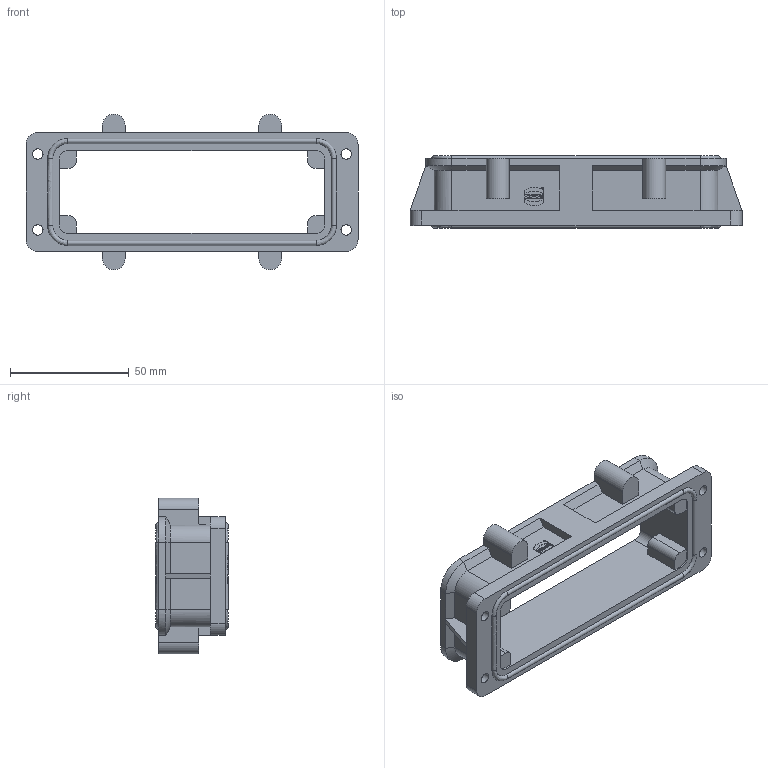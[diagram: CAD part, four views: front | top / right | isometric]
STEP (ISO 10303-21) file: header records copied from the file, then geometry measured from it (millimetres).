
FILE_DESCRIPTION(/* description */ (''),/* implementation_level */ '2;1');
FILE_NAME(/* name */ '100194962ugm000_b.stp',/* time_stamp */ '2017-11-03T16:43:07+01:00',/* author */ (''),/* organization */ (''),/* preprocessor_version */ 'ST-DEVELOPER v16',/* originating_system */ 'SIEMENS PLM Software NX 10.0',/* authorisation */ '');
FILE_SCHEMA (('AUTOMOTIVE_DESIGN { 1 0 10303 214 3 1 1 1 }'));
Length unit declared in the file: millimetre
Products named in the file (1): 100194962ugm000_b
Bounding box: 140 x 30.4 x 65.6 mm (x, y, z)
Volume: 61497.7 mm3; surface area: 30402.6 mm2
Topology: 1 solids, 1 shells, 249 faces, 658 edges, 438 vertices
Faces by surface type: plane 176, cylinder 40, bspline 33
Full cylindrical faces by diameter (mm): 0.56 x1, 0.785 x1, 3 x4, 4.4 x4, 5 x4
Entity records: 9485 total; most frequent: CARTESIAN_POINT 2277, ORIENTED_EDGE 1288, DIRECTION 1172, EDGE_CURVE 644, LINE 490, VECTOR 490, VERTEX_POINT 436, AXIS2_PLACEMENT_3D 341
